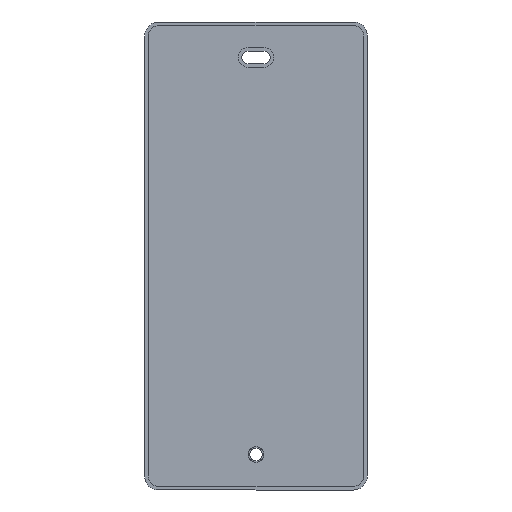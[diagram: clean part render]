
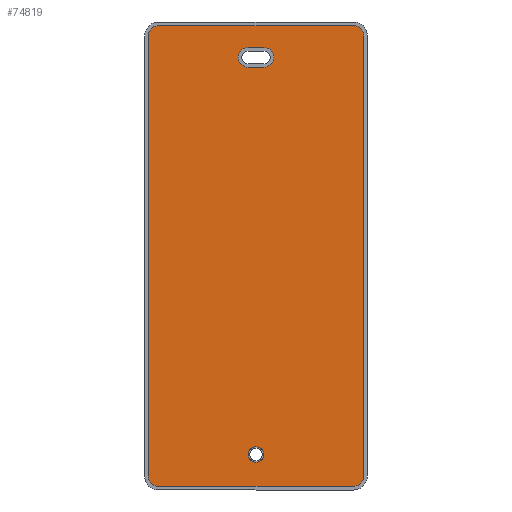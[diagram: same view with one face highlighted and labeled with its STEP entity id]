
A CAD part, front view. The second image highlights one B-rep face of the part: STEP entity #74819.
In plain terms, the highlighted planar face has unit normal (0, -1, 0).
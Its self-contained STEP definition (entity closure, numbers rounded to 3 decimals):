
#598 = CIRCLE ( 'NONE', #3940, 3.518 ) ;
#801 = EDGE_LOOP ( 'NONE', ( #101888, #32916 ) ) ;
#1366 = ORIENTED_EDGE ( 'NONE', *, *, #96802, .T. ) ;
#1765 = VERTEX_POINT ( 'NONE', #6554 ) ;
#3036 = LINE ( 'NONE', #41396, #4461 ) ;
#3940 = AXIS2_PLACEMENT_3D ( 'NONE', #99051, #6583, #26486 ) ;
#4461 = VECTOR ( 'NONE', #15232, 1000. ) ;
#5402 = EDGE_CURVE ( 'NONE', #76132, #78326, #30173, .T. ) ;
#5954 = CARTESIAN_POINT ( 'NONE',  ( 0., -21.43, 19.393 ) ) ;
#6554 = CARTESIAN_POINT ( 'NONE',  ( 48.282, -21.43, 6.376 ) ) ;
#6583 = DIRECTION ( 'NONE',  ( 0., -1., 0. ) ) ;
#7473 = CARTESIAN_POINT ( 'NONE',  ( 3.543, -21.43, 193.675 ) ) ;
#8511 = VECTOR ( 'NONE', #52773, 1000. ) ;
#8829 = EDGE_LOOP ( 'NONE', ( #106981, #66549, #78120, #95813, #1366, #107690, #33733, #18629 ) ) ;
#8996 = CARTESIAN_POINT ( 'NONE',  ( -46.311, -21.43, 207.934 ) ) ;
#9883 = CARTESIAN_POINT ( 'NONE',  ( 0., -21.43, 15.875 ) ) ;
#9921 = CARTESIAN_POINT ( 'NONE',  ( 48.282, -21.43, 0. ) ) ;
#10686 = CARTESIAN_POINT ( 'NONE',  ( 43.522, -21.43, 207.934 ) ) ;
#11048 = VERTEX_POINT ( 'NONE', #34587 ) ;
#11732 = CIRCLE ( 'NONE', #50869, 3.518 ) ;
#13983 = CARTESIAN_POINT ( 'NONE',  ( 48.282, -21.43, 205.963 ) ) ;
#15232 = DIRECTION ( 'NONE',  ( 0., 0., -1. ) ) ;
#15781 = EDGE_CURVE ( 'NONE', #93147, #17151, #11732, .T. ) ;
#16071 =( BOUNDED_CURVE ( )  B_SPLINE_CURVE ( 3, ( #95564, #87655, #26968, #44368 ),
 .UNSPECIFIED., .F., .F. ) 
 B_SPLINE_CURVE_WITH_KNOTS ( ( 4, 4 ),
 ( 2.357, 3.926 ),
 .UNSPECIFIED. ) 
 CURVE ( )  GEOMETRIC_REPRESENTATION_ITEM ( )  RATIONAL_B_SPLINE_CURVE ( ( 1., 0.805, 0.805, 1. ) ) 
 REPRESENTATION_ITEM ( '' )  );
#16315 = DIRECTION ( 'NONE',  ( 0., 0., 1. ) ) ;
#17151 = VERTEX_POINT ( 'NONE', #53785 ) ;
#18629 = ORIENTED_EDGE ( 'NONE', *, *, #83845, .T. ) ;
#18919 = DIRECTION ( 'NONE',  ( 0., 1., 0. ) ) ;
#19124 = CARTESIAN_POINT ( 'NONE',  ( -43.522, -21.43, 207.934 ) ) ;
#20008 = DIRECTION ( 'NONE',  ( 0., -1., 0. ) ) ;
#20876 = AXIS2_PLACEMENT_3D ( 'NONE', #105807, #18919, #60174 ) ;
#22152 = CARTESIAN_POINT ( 'NONE',  ( -43.522, -21.43, 1.616 ) ) ;
#25510 = CARTESIAN_POINT ( 'NONE',  ( 3.543, -21.43, 198.069 ) ) ;
#26486 = DIRECTION ( 'NONE',  ( 0., 0., 1. ) ) ;
#26968 = CARTESIAN_POINT ( 'NONE',  ( 48.282, -21.43, 3.587 ) ) ;
#27951 = CARTESIAN_POINT ( 'NONE',  ( -48.282, -21.43, 203.174 ) ) ;
#29288 = CARTESIAN_POINT ( 'NONE',  ( -48.31, -21.43, 207.962 ) ) ;
#30173 =( BOUNDED_CURVE ( )  B_SPLINE_CURVE ( 3, ( #19124, #8996, #35932, #27951 ),
 .UNSPECIFIED., .F., .F. ) 
 B_SPLINE_CURVE_WITH_KNOTS ( ( 4, 4 ),
 ( 2.357, 3.926 ),
 .UNSPECIFIED. ) 
 CURVE ( )  GEOMETRIC_REPRESENTATION_ITEM ( )  RATIONAL_B_SPLINE_CURVE ( ( 1., 0.805, 0.805, 1. ) ) 
 REPRESENTATION_ITEM ( '' )  );
#31655 = ORIENTED_EDGE ( 'NONE', *, *, #63504, .T. ) ;
#32002 = VERTEX_POINT ( 'NONE', #88781 ) ;
#32703 = VECTOR ( 'NONE', #16315, 1000. ) ;
#32916 = ORIENTED_EDGE ( 'NONE', *, *, #15781, .F. ) ;
#33733 = ORIENTED_EDGE ( 'NONE', *, *, #57771, .T. ) ;
#34587 = CARTESIAN_POINT ( 'NONE',  ( 48.282, -21.43, 203.174 ) ) ;
#34845 = DIRECTION ( 'NONE',  ( -1., 0., 0. ) ) ;
#35402 = DIRECTION ( 'NONE',  ( 1., 0., 0. ) ) ;
#35587 = CIRCLE ( 'NONE', #20876, 4.394 ) ;
#35744 = DIRECTION ( 'NONE',  ( 0., 0., 1. ) ) ;
#35892 = DIRECTION ( 'NONE',  ( 0., 0., 1. ) ) ;
#35932 = CARTESIAN_POINT ( 'NONE',  ( -48.282, -21.43, 205.963 ) ) ;
#39297 = VERTEX_POINT ( 'NONE', #10686 ) ;
#41396 = CARTESIAN_POINT ( 'NONE',  ( -48.282, -21.43, 0. ) ) ;
#41782 = EDGE_CURVE ( 'NONE', #101025, #88561, #56868, .T. ) ;
#42258 = DIRECTION ( 'NONE',  ( 0., 1., 0. ) ) ;
#43402 = LINE ( 'NONE', #80296, #8511 ) ;
#44368 = CARTESIAN_POINT ( 'NONE',  ( 48.282, -21.43, 6.376 ) ) ;
#45436 = VERTEX_POINT ( 'NONE', #22152 ) ;
#45799 = DIRECTION ( 'NONE',  ( 0., 1., 0. ) ) ;
#46217 = VERTEX_POINT ( 'NONE', #51128 ) ;
#46483 = CARTESIAN_POINT ( 'NONE',  ( 46.311, -21.43, 207.934 ) ) ;
#46974 = VERTEX_POINT ( 'NONE', #58188 ) ;
#49268 = PLANE ( 'NONE',  #72862 ) ;
#49616 = CARTESIAN_POINT ( 'NONE',  ( -48.31, -21.43, 198.069 ) ) ;
#50051 = CARTESIAN_POINT ( 'NONE',  ( -48.282, -21.43, 6.376 ) ) ;
#50869 = AXIS2_PLACEMENT_3D ( 'NONE', #9883, #20008, #62003 ) ;
#51128 = CARTESIAN_POINT ( 'NONE',  ( -48.282, -21.43, 6.376 ) ) ;
#51457 = FACE_BOUND ( 'NONE', #53985, .T. ) ;
#52773 = DIRECTION ( 'NONE',  ( -1., 0., 0. ) ) ;
#53576 = LINE ( 'NONE', #102128, #90925 ) ;
#53785 = CARTESIAN_POINT ( 'NONE',  ( 0., -21.43, 12.357 ) ) ;
#53985 = EDGE_LOOP ( 'NONE', ( #64938, #98237, #84140, #31655 ) ) ;
#55141 = CARTESIAN_POINT ( 'NONE',  ( 48.282, -21.43, 203.174 ) ) ;
#55888 =( BOUNDED_CURVE ( )  B_SPLINE_CURVE ( 3, ( #55141, #13983, #46483, #64642 ),
 .UNSPECIFIED., .F., .F. ) 
 B_SPLINE_CURVE_WITH_KNOTS ( ( 4, 4 ),
 ( 2.357, 3.926 ),
 .UNSPECIFIED. ) 
 CURVE ( )  GEOMETRIC_REPRESENTATION_ITEM ( )  RATIONAL_B_SPLINE_CURVE ( ( 1., 0.805, 0.805, 1. ) ) 
 REPRESENTATION_ITEM ( '' )  );
#56868 = LINE ( 'NONE', #49616, #95910 ) ;
#57231 = CARTESIAN_POINT ( 'NONE',  ( -46.311, -21.43, 1.616 ) ) ;
#57771 = EDGE_CURVE ( 'NONE', #78326, #46217, #3036, .T. ) ;
#58188 = CARTESIAN_POINT ( 'NONE',  ( 3.543, -21.43, 189.281 ) ) ;
#60174 = DIRECTION ( 'NONE',  ( 0., 0., 1. ) ) ;
#62003 = DIRECTION ( 'NONE',  ( 0., 0., 1. ) ) ;
#63504 = EDGE_CURVE ( 'NONE', #46974, #32002, #43402, .T. ) ;
#64642 = CARTESIAN_POINT ( 'NONE',  ( 43.522, -21.43, 207.934 ) ) ;
#64938 = ORIENTED_EDGE ( 'NONE', *, *, #71824, .T. ) ;
#66034 = CARTESIAN_POINT ( 'NONE',  ( -43.522, -21.43, 1.616 ) ) ;
#66333 = VERTEX_POINT ( 'NONE', #75907 ) ;
#66549 = ORIENTED_EDGE ( 'NONE', *, *, #74930, .T. ) ;
#67485 = EDGE_CURVE ( 'NONE', #11048, #39297, #55888, .T. ) ;
#67543 = CARTESIAN_POINT ( 'NONE',  ( -48.282, -21.43, 3.587 ) ) ;
#68068 = LINE ( 'NONE', #9921, #32703 ) ;
#69251 = CARTESIAN_POINT ( 'NONE',  ( -48.282, -21.43, 203.174 ) ) ;
#69933 = AXIS2_PLACEMENT_3D ( 'NONE', #7473, #42258, #35892 ) ;
#71824 = EDGE_CURVE ( 'NONE', #32002, #101025, #35587, .T. ) ;
#72862 = AXIS2_PLACEMENT_3D ( 'NONE', #29288, #45799, #35744 ) ;
#73212 = LINE ( 'NONE', #78877, #110581 ) ;
#74819 = ADVANCED_FACE ( 'NONE', ( #86996, #51457, #88864 ), #49268, .F. ) ;
#74930 = EDGE_CURVE ( 'NONE', #66333, #1765, #16071, .T. ) ;
#75574 = EDGE_CURVE ( 'NONE', #45436, #66333, #53576, .T. ) ;
#75907 = CARTESIAN_POINT ( 'NONE',  ( 43.522, -21.43, 1.616 ) ) ;
#76132 = VERTEX_POINT ( 'NONE', #80511 ) ;
#76755 = CARTESIAN_POINT ( 'NONE',  ( -3.543, -21.43, 198.069 ) ) ;
#77649 = DIRECTION ( 'NONE',  ( 1., 0., 0. ) ) ;
#78120 = ORIENTED_EDGE ( 'NONE', *, *, #98299, .T. ) ;
#78326 = VERTEX_POINT ( 'NONE', #69251 ) ;
#78877 = CARTESIAN_POINT ( 'NONE',  ( 49.898, -21.43, 207.934 ) ) ;
#80296 = CARTESIAN_POINT ( 'NONE',  ( -48.31, -21.43, 189.281 ) ) ;
#80511 = CARTESIAN_POINT ( 'NONE',  ( -43.522, -21.43, 207.934 ) ) ;
#81485 =( BOUNDED_CURVE ( )  B_SPLINE_CURVE ( 3, ( #50051, #67543, #57231, #66034 ),
 .UNSPECIFIED., .F., .F. ) 
 B_SPLINE_CURVE_WITH_KNOTS ( ( 4, 4 ),
 ( 2.357, 3.926 ),
 .UNSPECIFIED. ) 
 CURVE ( )  GEOMETRIC_REPRESENTATION_ITEM ( )  RATIONAL_B_SPLINE_CURVE ( ( 1., 0.805, 0.805, 1. ) ) 
 REPRESENTATION_ITEM ( '' )  );
#83845 = EDGE_CURVE ( 'NONE', #46217, #45436, #81485, .T. ) ;
#84140 = ORIENTED_EDGE ( 'NONE', *, *, #91481, .T. ) ;
#86996 = FACE_BOUND ( 'NONE', #801, .T. ) ;
#87655 = CARTESIAN_POINT ( 'NONE',  ( 46.311, -21.43, 1.616 ) ) ;
#88561 = VERTEX_POINT ( 'NONE', #25510 ) ;
#88781 = CARTESIAN_POINT ( 'NONE',  ( -3.543, -21.43, 189.281 ) ) ;
#88864 = FACE_OUTER_BOUND ( 'NONE', #8829, .T. ) ;
#90925 = VECTOR ( 'NONE', #77649, 1000. ) ;
#91481 = EDGE_CURVE ( 'NONE', #88561, #46974, #99778, .T. ) ;
#93147 = VERTEX_POINT ( 'NONE', #5954 ) ;
#95564 = CARTESIAN_POINT ( 'NONE',  ( 43.522, -21.43, 1.616 ) ) ;
#95813 = ORIENTED_EDGE ( 'NONE', *, *, #67485, .T. ) ;
#95910 = VECTOR ( 'NONE', #35402, 1000. ) ;
#96802 = EDGE_CURVE ( 'NONE', #39297, #76132, #73212, .T. ) ;
#98237 = ORIENTED_EDGE ( 'NONE', *, *, #41782, .T. ) ;
#98299 = EDGE_CURVE ( 'NONE', #1765, #11048, #68068, .T. ) ;
#99051 = CARTESIAN_POINT ( 'NONE',  ( 0., -21.43, 15.875 ) ) ;
#99778 = CIRCLE ( 'NONE', #69933, 4.394 ) ;
#101025 = VERTEX_POINT ( 'NONE', #76755 ) ;
#101888 = ORIENTED_EDGE ( 'NONE', *, *, #106263, .F. ) ;
#102128 = CARTESIAN_POINT ( 'NONE',  ( -49.898, -21.43, 1.616 ) ) ;
#105807 = CARTESIAN_POINT ( 'NONE',  ( -3.543, -21.43, 193.675 ) ) ;
#106263 = EDGE_CURVE ( 'NONE', #17151, #93147, #598, .T. ) ;
#106981 = ORIENTED_EDGE ( 'NONE', *, *, #75574, .T. ) ;
#107690 = ORIENTED_EDGE ( 'NONE', *, *, #5402, .T. ) ;
#110581 = VECTOR ( 'NONE', #34845, 1000. ) ;
